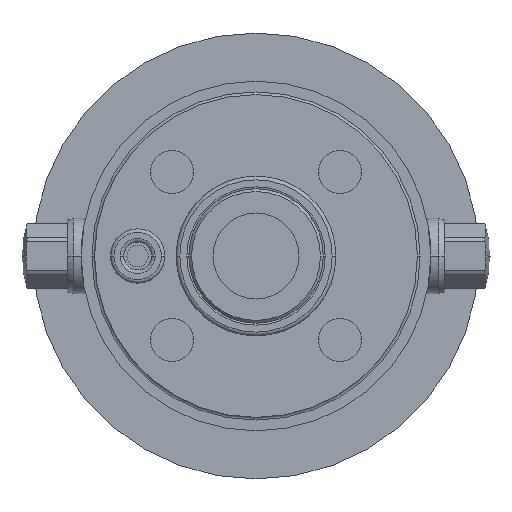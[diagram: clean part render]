
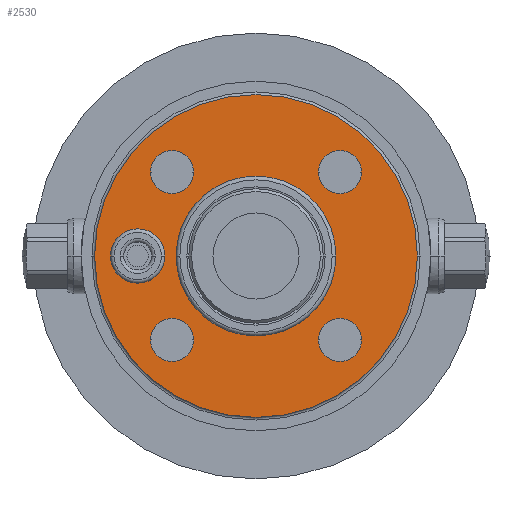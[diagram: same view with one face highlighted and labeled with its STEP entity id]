
A CAD part, front view. The second image highlights one B-rep face of the part: STEP entity #2530.
In plain terms, the highlighted planar face has unit normal (0, -1, 0).
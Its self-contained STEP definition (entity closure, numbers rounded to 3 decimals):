
#307=CARTESIAN_POINT('',(15.6,0.,15.6));
#308=DIRECTION('',(0.,-1.,0.));
#309=DIRECTION('',(-1.,0.,0.));
#310=AXIS2_PLACEMENT_3D('',#307,#308,#309);
#315=CARTESIAN_POINT('',(15.6,0.,15.6));
#316=DIRECTION('',(0.,-1.,0.));
#317=DIRECTION('',(1.,0.,0.));
#318=AXIS2_PLACEMENT_3D('',#315,#316,#317);
#323=CARTESIAN_POINT('',(-15.6,0.,15.6));
#324=DIRECTION('',(0.,-1.,0.));
#325=DIRECTION('',(-1.,0.,0.));
#326=AXIS2_PLACEMENT_3D('',#323,#324,#325);
#331=CARTESIAN_POINT('',(-15.6,0.,15.6));
#332=DIRECTION('',(0.,-1.,0.));
#333=DIRECTION('',(1.,0.,0.));
#334=AXIS2_PLACEMENT_3D('',#331,#332,#333);
#339=CARTESIAN_POINT('',(15.6,0.,-15.6));
#340=DIRECTION('',(0.,-1.,0.));
#341=DIRECTION('',(-1.,0.,0.));
#342=AXIS2_PLACEMENT_3D('',#339,#340,#341);
#347=CARTESIAN_POINT('',(15.6,0.,-15.6));
#348=DIRECTION('',(0.,-1.,0.));
#349=DIRECTION('',(1.,0.,0.));
#350=AXIS2_PLACEMENT_3D('',#347,#348,#349);
#355=CARTESIAN_POINT('',(-15.6,0.,-15.6));
#356=DIRECTION('',(0.,-1.,0.));
#357=DIRECTION('',(-1.,0.,0.));
#358=AXIS2_PLACEMENT_3D('',#355,#356,#357);
#363=CARTESIAN_POINT('',(-15.6,0.,-15.6));
#364=DIRECTION('',(0.,-1.,0.));
#365=DIRECTION('',(1.,0.,0.));
#366=AXIS2_PLACEMENT_3D('',#363,#364,#365);
#387=CARTESIAN_POINT('',(-22.,0.,0.));
#388=DIRECTION('',(0.,1.,0.));
#389=DIRECTION('',(1.,0.,0.));
#390=AXIS2_PLACEMENT_3D('',#387,#388,#389);
#395=CARTESIAN_POINT('',(-22.,0.,0.));
#396=DIRECTION('',(0.,1.,0.));
#397=DIRECTION('',(-1.,0.,0.));
#398=AXIS2_PLACEMENT_3D('',#395,#396,#397);
#403=CARTESIAN_POINT('',(0.,0.,0.));
#404=DIRECTION('',(0.,1.,0.));
#405=DIRECTION('',(-1.,0.,0.));
#406=AXIS2_PLACEMENT_3D('',#403,#404,#405);
#411=CARTESIAN_POINT('',(0.,0.,0.));
#412=DIRECTION('',(0.,1.,0.));
#413=DIRECTION('',(1.,0.,0.));
#414=AXIS2_PLACEMENT_3D('',#411,#412,#413);
#419=CARTESIAN_POINT('',(0.,0.,0.));
#420=DIRECTION('',(0.,1.,0.));
#421=DIRECTION('',(1.,0.,0.));
#422=AXIS2_PLACEMENT_3D('',#419,#420,#421);
#434=CARTESIAN_POINT('',(0.,0.,0.));
#435=DIRECTION('',(0.,-1.,0.));
#436=DIRECTION('',(1.,0.,0.));
#437=AXIS2_PLACEMENT_3D('',#434,#435,#436);
#1985=CARTESIAN_POINT('',(30.,0.,0.));
#1987=VERTEX_POINT('',#1985);
#2009=CARTESIAN_POINT('',(-30.,0.,0.));
#2011=VERTEX_POINT('',#2009);
#2051=CARTESIAN_POINT('',(11.6,0.,15.6));
#2052=CARTESIAN_POINT('',(19.6,0.,15.6));
#2053=VERTEX_POINT('',#2051);
#2054=VERTEX_POINT('',#2052);
#2065=CARTESIAN_POINT('',(-19.6,0.,15.6));
#2066=VERTEX_POINT('',#2065);
#2067=CARTESIAN_POINT('',(-11.6,0.,15.6));
#2068=VERTEX_POINT('',#2067);
#2079=CARTESIAN_POINT('',(11.6,0.,-15.6));
#2080=VERTEX_POINT('',#2079);
#2081=CARTESIAN_POINT('',(19.6,0.,-15.6));
#2082=VERTEX_POINT('',#2081);
#2093=CARTESIAN_POINT('',(-19.6,0.,-15.6));
#2094=VERTEX_POINT('',#2093);
#2095=CARTESIAN_POINT('',(-11.6,0.,-15.6));
#2096=VERTEX_POINT('',#2095);
#2109=CARTESIAN_POINT('',(-17.254,0.,0.));
#2110=CARTESIAN_POINT('',(-26.746,0.,0.));
#2111=VERTEX_POINT('',#2109);
#2112=VERTEX_POINT('',#2110);
#2133=CARTESIAN_POINT('',(-14.15,0.,0.));
#2134=CARTESIAN_POINT('',(14.15,0.,0.));
#2135=VERTEX_POINT('',#2133);
#2136=VERTEX_POINT('',#2134);
#2484=CARTESIAN_POINT('',(0.,0.,0.));
#2485=DIRECTION('',(0.,1.,0.));
#2486=DIRECTION('',(1.,0.,0.));
#2487=AXIS2_PLACEMENT_3D('',#2484,#2485,#2486);
#2488=PLANE('',#2487);
#2490=ORIENTED_EDGE('',*,*,#2489,.T.);
#2492=ORIENTED_EDGE('',*,*,#2491,.F.);
#2493=EDGE_LOOP('',(#2490,#2492));
#2494=FACE_OUTER_BOUND('',#2493,.F.);
#2496=ORIENTED_EDGE('',*,*,#2495,.T.);
#2498=ORIENTED_EDGE('',*,*,#2497,.T.);
#2499=EDGE_LOOP('',(#2496,#2498));
#2500=FACE_BOUND('',#2499,.F.);
#2502=ORIENTED_EDGE('',*,*,#2501,.T.);
#2504=ORIENTED_EDGE('',*,*,#2503,.T.);
#2505=EDGE_LOOP('',(#2502,#2504));
#2506=FACE_BOUND('',#2505,.F.);
#2508=ORIENTED_EDGE('',*,*,#2507,.T.);
#2510=ORIENTED_EDGE('',*,*,#2509,.T.);
#2511=EDGE_LOOP('',(#2508,#2510));
#2512=FACE_BOUND('',#2511,.F.);
#2514=ORIENTED_EDGE('',*,*,#2513,.T.);
#2516=ORIENTED_EDGE('',*,*,#2515,.T.);
#2517=EDGE_LOOP('',(#2514,#2516));
#2518=FACE_BOUND('',#2517,.F.);
#2520=ORIENTED_EDGE('',*,*,#2519,.F.);
#2522=ORIENTED_EDGE('',*,*,#2521,.F.);
#2523=EDGE_LOOP('',(#2520,#2522));
#2524=FACE_BOUND('',#2523,.F.);
#2526=ORIENTED_EDGE('',*,*,#2525,.F.);
#2527=ORIENTED_EDGE('',*,*,#2462,.F.);
#2528=EDGE_LOOP('',(#2526,#2527));
#2529=FACE_BOUND('',#2528,.F.);
#311=CIRCLE('',#310,4.);
#319=CIRCLE('',#318,4.);
#327=CIRCLE('',#326,4.);
#335=CIRCLE('',#334,4.);
#343=CIRCLE('',#342,4.);
#351=CIRCLE('',#350,4.);
#359=CIRCLE('',#358,4.);
#367=CIRCLE('',#366,4.);
#391=CIRCLE('',#390,4.746);
#399=CIRCLE('',#398,4.746);
#407=CIRCLE('',#406,14.15);
#415=CIRCLE('',#414,14.15);
#423=CIRCLE('',#422,30.);
#438=CIRCLE('',#437,30.);
#2462=EDGE_CURVE('',#2136,#2135,#415,.T.);
#2489=EDGE_CURVE('',#1987,#2011,#423,.T.);
#2491=EDGE_CURVE('',#1987,#2011,#438,.T.);
#2495=EDGE_CURVE('',#2053,#2054,#311,.T.);
#2497=EDGE_CURVE('',#2054,#2053,#319,.T.);
#2501=EDGE_CURVE('',#2066,#2068,#327,.T.);
#2503=EDGE_CURVE('',#2068,#2066,#335,.T.);
#2507=EDGE_CURVE('',#2080,#2082,#343,.T.);
#2509=EDGE_CURVE('',#2082,#2080,#351,.T.);
#2513=EDGE_CURVE('',#2094,#2096,#359,.T.);
#2515=EDGE_CURVE('',#2096,#2094,#367,.T.);
#2519=EDGE_CURVE('',#2111,#2112,#391,.T.);
#2521=EDGE_CURVE('',#2112,#2111,#399,.T.);
#2525=EDGE_CURVE('',#2135,#2136,#407,.T.);
#2530=ADVANCED_FACE('',(#2494,#2500,#2506,#2512,#2518,#2524,#2529),#2488,.F.);
